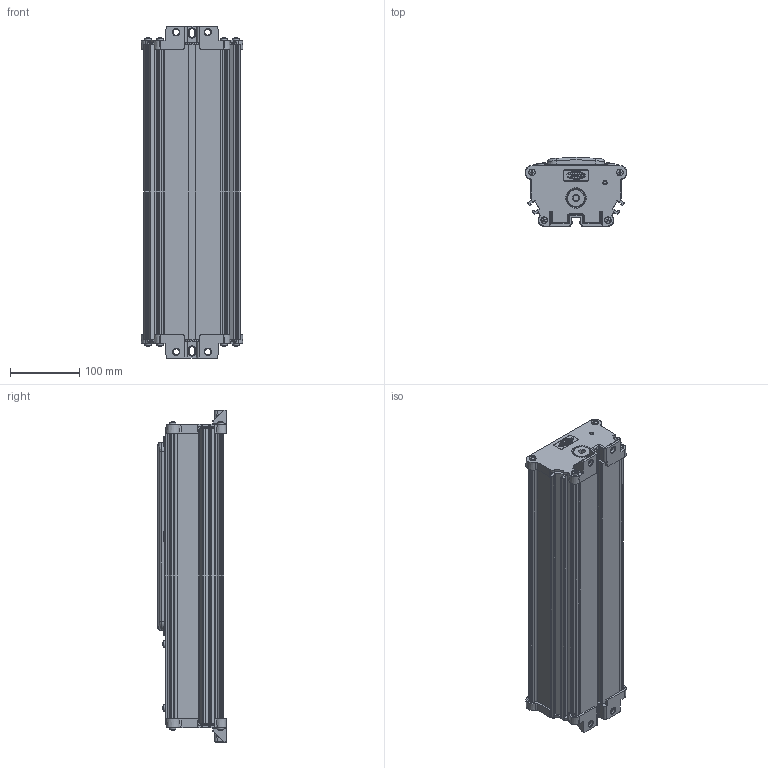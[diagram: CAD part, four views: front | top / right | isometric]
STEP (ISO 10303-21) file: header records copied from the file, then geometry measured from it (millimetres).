
FILE_DESCRIPTION(/* description */ ('ASSEMBLY, LALC'),/* implementation_level */ '2;1');
FILE_NAME(/* name */ 'LALC-STP.stp',/* time_stamp */ '2018-10-29T08:54:08-05:00',/* author */ ('mbednara'),/* organization */ (''),/* preprocessor_version */ 'ST-DEVELOPER v17',/* originating_system */ 'Autodesk Inventor 2018',/* authorisation */ '');
FILE_SCHEMA (('AUTOMOTIVE_DESIGN { 1 0 10303 214 3 1 1 }'));
Products named in the file (11): 24629; 23903BCAM; 24075-2; 24079; 24399; 24399_1; 24399_TUBE; 23347; ANSI B18.6.4 - 10-32 UNF - 0.5; 00400; 0260026B
Assembly tree (28 placements, depth 3):
  24629
    23903BCAM
    24075-2  x2
    24079
    24399
      24399_1
      24399_TUBE
    23347
    ANSI B18.6.4 - 10-32 UNF - 0.5  x18
    00400
    0260026B
Bounding box: 146.73 x 99.57 x 479.04 mm (x, y, z)
Volume: 4170800.1 mm3; surface area: 538429.6 mm2
Topology: 26 solids, 35 shells, 4052 faces, 10401 edges, 6479 vertices
Faces by surface type: plane 1113, cylinder 1021, bspline 1000, cone 455, torus 387, sphere 76
Full cylindrical faces by diameter (mm): 2.743 x4, 3.175 x5, 3.734 x1, 4.293 x4, 4.496 x10, 4.75 x4, 4.826 x18, 5.207 x1, 7.938 x1, 12.294 x2, 20.117 x2, 23.622 x2
Entity records: 113431 total; most frequent: CARTESIAN_POINT 50296, ORIENTED_EDGE 12872, DIRECTION 12259, EDGE_CURVE 6690, AXIS2_PLACEMENT_3D 4661, VERTEX_POINT 4196, LINE 2937, VECTOR 2937
